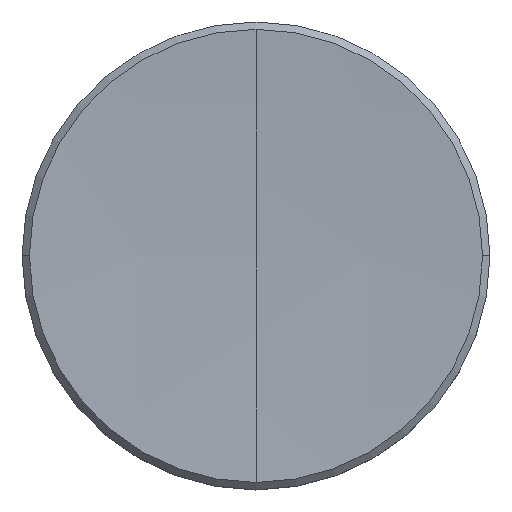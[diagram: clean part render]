
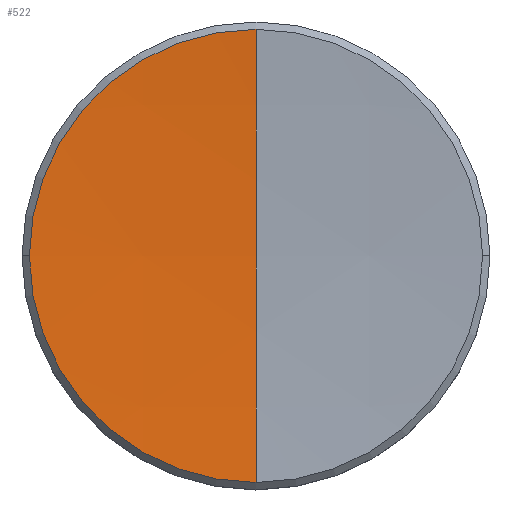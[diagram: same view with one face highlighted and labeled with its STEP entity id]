
A CAD part, top view. The second image highlights one B-rep face of the part: STEP entity #522.
In plain terms, the highlighted spherical face has radius 100 mm.
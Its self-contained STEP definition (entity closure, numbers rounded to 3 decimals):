
#458 = ORIENTED_EDGE ( 'NONE', *, *, #512, .T. ) ;
#474 = ORIENTED_EDGE ( 'NONE', *, *, #538, .T. ) ;
#496 = VERTEX_POINT ( 'NONE', #2143 ) ;
#499 = VERTEX_POINT ( 'NONE', #2177 ) ;
#503 = EDGE_LOOP ( 'NONE', ( #458, #474, #542, #531 ) ) ;
#512 = EDGE_CURVE ( 'NONE', #496, #499, #2169, .T. ) ;
#522 = ADVANCED_FACE ( 'NONE', ( #2120 ), #2192, .F. ) ;
#529 = VERTEX_POINT ( 'NONE', #2259 ) ;
#531 = ORIENTED_EDGE ( 'NONE', *, *, #541, .F. ) ;
#537 = EDGE_CURVE ( 'NONE', #529, #539, #2271, .T. ) ;
#538 = EDGE_CURVE ( 'NONE', #499, #529, #2257, .T. ) ;
#539 = VERTEX_POINT ( 'NONE', #2188 ) ;
#541 = EDGE_CURVE ( 'NONE', #496, #539, #2260, .T. ) ;
#542 = ORIENTED_EDGE ( 'NONE', *, *, #537, .T. ) ;
#2119 = AXIS2_PLACEMENT_3D ( 'NONE', #2162, #2161, #2160 ) ;
#2120 = FACE_OUTER_BOUND ( 'NONE', #503, .T. ) ;
#2143 = CARTESIAN_POINT ( 'NONE',  ( 0., 6.15, 1.689 ) ) ;
#2160 = DIRECTION ( 'NONE',  ( 1., 0., 0. ) ) ;
#2161 = DIRECTION ( 'NONE',  ( 0., 0., 1. ) ) ;
#2162 = CARTESIAN_POINT ( 'NONE',  ( 0., 0., 1.689 ) ) ;
#2169 = CIRCLE ( 'NONE', #2119, 6.15 ) ;
#2177 = CARTESIAN_POINT ( 'NONE',  ( -6.15, 0., 1.689 ) ) ;
#2188 = CARTESIAN_POINT ( 'NONE',  ( 0., 0., 1.5 ) ) ;
#2190 = DIRECTION ( 'NONE',  ( 0., 1., 0. ) ) ;
#2191 = AXIS2_PLACEMENT_3D ( 'NONE', #2264, #2202, #2190 ) ;
#2192 = SPHERICAL_SURFACE ( 'NONE', #2191, 100. ) ;
#2202 = DIRECTION ( 'NONE',  ( 1., 0., 0. ) ) ;
#2229 = DIRECTION ( 'NONE',  ( 0., 0., 1. ) ) ;
#2230 = DIRECTION ( 'NONE',  ( -1., 0., 0. ) ) ;
#2242 = AXIS2_PLACEMENT_3D ( 'NONE', #2246, #2230, #2229 ) ;
#2243 = DIRECTION ( 'NONE',  ( 1., 0., 0. ) ) ;
#2244 = DIRECTION ( 'NONE',  ( 0., 0., 1. ) ) ;
#2246 = CARTESIAN_POINT ( 'NONE',  ( 0., 0., 101.5 ) ) ;
#2247 = DIRECTION ( 'NONE',  ( 0., 1., 0. ) ) ;
#2248 = DIRECTION ( 'NONE',  ( 1., 0., 0. ) ) ;
#2249 = CARTESIAN_POINT ( 'NONE',  ( 0., 0., 101.5 ) ) ;
#2250 = CARTESIAN_POINT ( 'NONE',  ( 0., 0., 1.689 ) ) ;
#2252 = AXIS2_PLACEMENT_3D ( 'NONE', #2250, #2244, #2243 ) ;
#2253 = AXIS2_PLACEMENT_3D ( 'NONE', #2249, #2248, #2247 ) ;
#2257 = CIRCLE ( 'NONE', #2252, 6.15 ) ;
#2259 = CARTESIAN_POINT ( 'NONE',  ( 0., -6.15, 1.689 ) ) ;
#2260 = CIRCLE ( 'NONE', #2242, 100. ) ;
#2264 = CARTESIAN_POINT ( 'NONE',  ( 0., 0., 101.5 ) ) ;
#2271 = CIRCLE ( 'NONE', #2253, 100. ) ;
